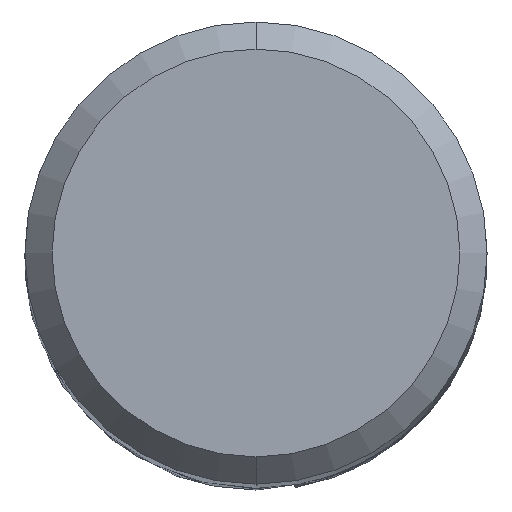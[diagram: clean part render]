
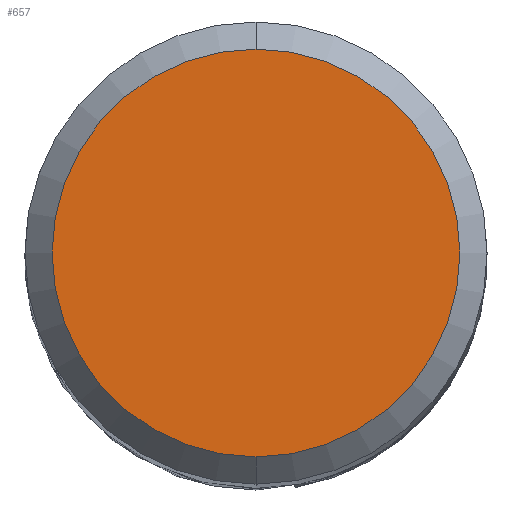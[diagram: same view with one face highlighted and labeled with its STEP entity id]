
A CAD part, top view. The second image highlights one B-rep face of the part: STEP entity #657.
In plain terms, the highlighted planar face has unit normal (0, 0, 1).
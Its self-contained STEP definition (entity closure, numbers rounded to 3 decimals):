
#397=EDGE_CURVE('',#517,#533,#887,.T.);
#467=EDGE_CURVE('',#533,#517,#963,.T.);
#517=VERTEX_POINT('',#1019);
#533=VERTEX_POINT('',#1036);
#657=ADVANCED_FACE('',(#1167),#1168,.T.);
#887=CIRCLE('',#2966,4.5);
#963=CIRCLE('',#4123,4.5);
#1019=CARTESIAN_POINT('',(0.,-4.5,0.0));
#1036=CARTESIAN_POINT('',(0.0,4.5,0.0));
#1167=FACE_OUTER_BOUND('',#5709,.T.);
#1168=PLANE('',#5710);
#2966=AXIS2_PLACEMENT_3D('',#7139,#7140,#7141);
#4123=AXIS2_PLACEMENT_3D('',#7207,#7208,#7209);
#5709=EDGE_LOOP('',(#7368,#7369));
#5710=AXIS2_PLACEMENT_3D('',#7370,#7371,#7372);
#7139=CARTESIAN_POINT('',(0.0,0.0,0.0));
#7140=DIRECTION('',(0.0,0.0,-1.0));
#7141=DIRECTION('',(0.0,1.0,0.0));
#7207=CARTESIAN_POINT('',(0.0,0.0,0.0));
#7208=DIRECTION('',(0.0,0.0,-1.0));
#7209=DIRECTION('',(0.0,1.0,0.0));
#7368=ORIENTED_EDGE('',*,*,#467,.F.);
#7369=ORIENTED_EDGE('',*,*,#397,.F.);
#7370=CARTESIAN_POINT('',(0.0,2.25,0.0));
#7371=DIRECTION('',(-0.0,0.0,1.0));
#7372=DIRECTION('',(0.0,-1.0,0.0));
